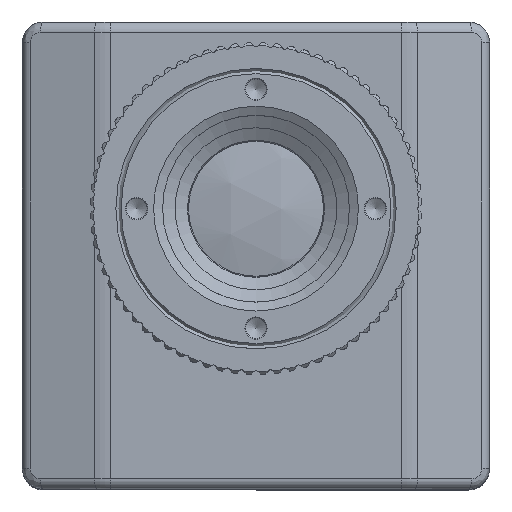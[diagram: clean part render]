
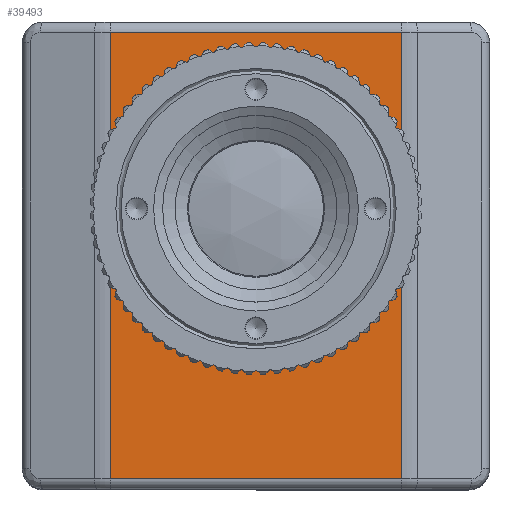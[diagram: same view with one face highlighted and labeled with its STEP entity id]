
A CAD part, top view. The second image highlights one B-rep face of the part: STEP entity #39493.
In plain terms, the highlighted planar face has unit normal (0, 0, 1).
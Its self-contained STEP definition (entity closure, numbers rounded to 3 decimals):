
#864 = VERTEX_POINT ( 'NONE', #39214 ) ;
#1292 = LINE ( 'NONE', #9089, #14147 ) ;
#4755 = EDGE_CURVE ( 'NONE', #50243, #17358, #39176, .T. ) ;
#7011 = FACE_BOUND ( 'NONE', #51590, .T. ) ;
#7109 = CARTESIAN_POINT ( 'NONE',  ( -20.5, -26., 0. ) ) ;
#8588 = DIRECTION ( 'NONE',  ( 0., 0., -1. ) ) ;
#9089 = CARTESIAN_POINT ( 'NONE',  ( -14., 18.001, 0. ) ) ;
#9467 = VECTOR ( 'NONE', #47191, 1000. ) ;
#10618 = ORIENTED_EDGE ( 'NONE', *, *, #23751, .T. ) ;
#10824 = CARTESIAN_POINT ( 'NONE',  ( -20.5, 16., 0. ) ) ;
#11559 = VECTOR ( 'NONE', #54685, 1000. ) ;
#12848 = CARTESIAN_POINT ( 'NONE',  ( -20.5, 17., 0. ) ) ;
#14147 = VECTOR ( 'NONE', #43483, 1000. ) ;
#14820 = ORIENTED_EDGE ( 'NONE', *, *, #44047, .F. ) ;
#15872 = AXIS2_PLACEMENT_3D ( 'NONE', #34487, #8588, #38825 ) ;
#17358 = VERTEX_POINT ( 'NONE', #30787 ) ;
#19019 = EDGE_LOOP ( 'NONE', ( #33535, #44069, #14820, #10618 ) ) ;
#19518 = PLANE ( 'NONE',  #41604 ) ;
#21418 = CIRCLE ( 'NONE', #15872, 13.55 ) ;
#22150 = CARTESIAN_POINT ( 'NONE',  ( 13.55, 0., 0. ) ) ;
#23557 = CARTESIAN_POINT ( 'NONE',  ( 14., -26., 0. ) ) ;
#23751 = EDGE_CURVE ( 'NONE', #864, #50243, #44670, .T. ) ;
#23838 = DIRECTION ( 'NONE',  ( 1., 0., 0. ) ) ;
#23993 = VERTEX_POINT ( 'NONE', #30160 ) ;
#30160 = CARTESIAN_POINT ( 'NONE',  ( -14., 17., 0. ) ) ;
#30787 = CARTESIAN_POINT ( 'NONE',  ( 14., 17., 0. ) ) ;
#30806 = DIRECTION ( 'NONE',  ( 0., 1., 0. ) ) ;
#32478 = LINE ( 'NONE', #12848, #9467 ) ;
#33535 = ORIENTED_EDGE ( 'NONE', *, *, #4755, .T. ) ;
#34487 = CARTESIAN_POINT ( 'NONE',  ( 0., 0., 0. ) ) ;
#38597 = EDGE_CURVE ( 'NONE', #45724, #45724, #21418, .T. ) ;
#38825 = DIRECTION ( 'NONE',  ( 1., 0., 0. ) ) ;
#39176 = LINE ( 'NONE', #43648, #47937 ) ;
#39214 = CARTESIAN_POINT ( 'NONE',  ( -14., -26., 0. ) ) ;
#39493 = ADVANCED_FACE ( 'NONE', ( #7011, #51597 ), #19518, .T. ) ;
#39603 = ORIENTED_EDGE ( 'NONE', *, *, #38597, .T. ) ;
#41604 = AXIS2_PLACEMENT_3D ( 'NONE', #10824, #49712, #23838 ) ;
#42388 = EDGE_CURVE ( 'NONE', #17358, #23993, #32478, .T. ) ;
#43483 = DIRECTION ( 'NONE',  ( 0., 1., 0. ) ) ;
#43648 = CARTESIAN_POINT ( 'NONE',  ( 14., -27.001, 0. ) ) ;
#44047 = EDGE_CURVE ( 'NONE', #864, #23993, #1292, .T. ) ;
#44069 = ORIENTED_EDGE ( 'NONE', *, *, #42388, .T. ) ;
#44670 = LINE ( 'NONE', #7109, #11559 ) ;
#45724 = VERTEX_POINT ( 'NONE', #22150 ) ;
#47191 = DIRECTION ( 'NONE',  ( -1., 0., 0. ) ) ;
#47937 = VECTOR ( 'NONE', #30806, 1000. ) ;
#49712 = DIRECTION ( 'NONE',  ( 0., 0., 1. ) ) ;
#50243 = VERTEX_POINT ( 'NONE', #23557 ) ;
#51590 = EDGE_LOOP ( 'NONE', ( #39603 ) ) ;
#51597 = FACE_OUTER_BOUND ( 'NONE', #19019, .T. ) ;
#54685 = DIRECTION ( 'NONE',  ( 1., 0., 0. ) ) ;
